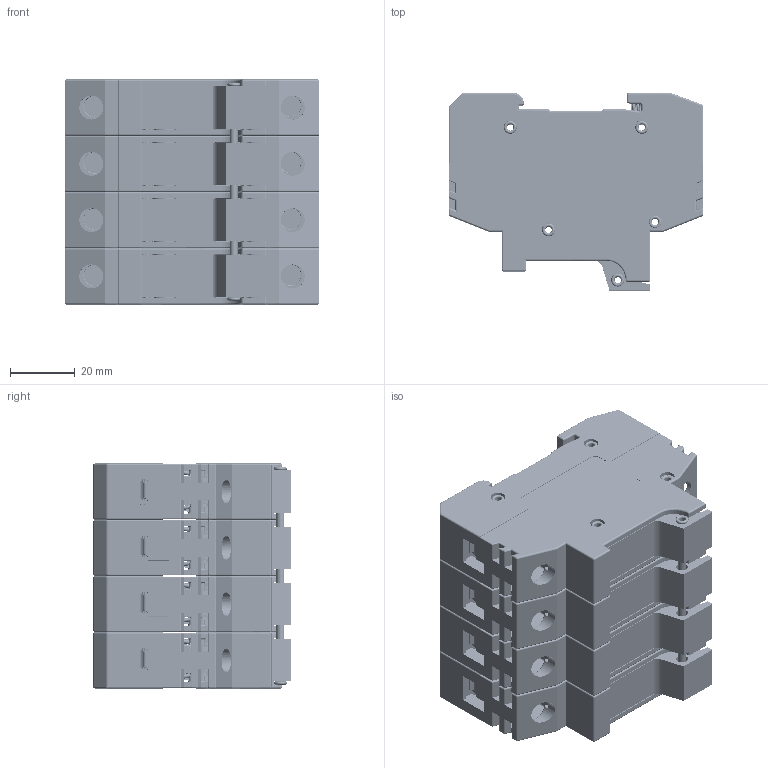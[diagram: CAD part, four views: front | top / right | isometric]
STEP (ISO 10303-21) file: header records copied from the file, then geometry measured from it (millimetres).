
FILE_DESCRIPTION(/* description */ (''),/* implementation_level */ '2;1');
FILE_NAME(/* name */ 'RT18-32B 4P.stp',/* time_stamp */ '2025-03-21T13:33:54+08:00',/* author */ (''),/* organization */ (''),/* preprocessor_version */ 'ST-DEVELOPER v16',/* originating_system */ 'SIEMENS PLM Software NX 10.0',/* authorisation */ '');
FILE_SCHEMA (('CONFIG_CONTROL_DESIGN'));
Products named in the file (1): RT18-32B 4P
Bounding box: 78.85 x 61.01 x 69.6 mm (x, y, z)
Volume: 131550.7 mm3; surface area: 153505.6 mm2
Topology: 61 solids, 61 shells, 6038 faces, 16359 edges, 10255 vertices
Faces by surface type: plane 3126, cylinder 2206, torus 322, bspline 180, sphere 152, cone 44, extrusion 8
Full cylindrical faces by diameter (mm): 1.3 x24, 2 x5, 2.5 x5, 2.8 x32, 3 x4, 3.7 x4, 3.8 x4, 4 x8, 4.5 x32, 5 x16, 5.5 x8, 5.75 x16, 6.5 x8, 6.8 x8, 7.2 x8, 8 x8
Entity records: 236464 total; most frequent: CARTESIAN_POINT 84871, DIRECTION 31998, ORIENTED_EDGE 31564, EDGE_CURVE 15782, AXIS2_PLACEMENT_3D 10949, VERTEX_POINT 10154, VECTOR 10100, LINE 10092
